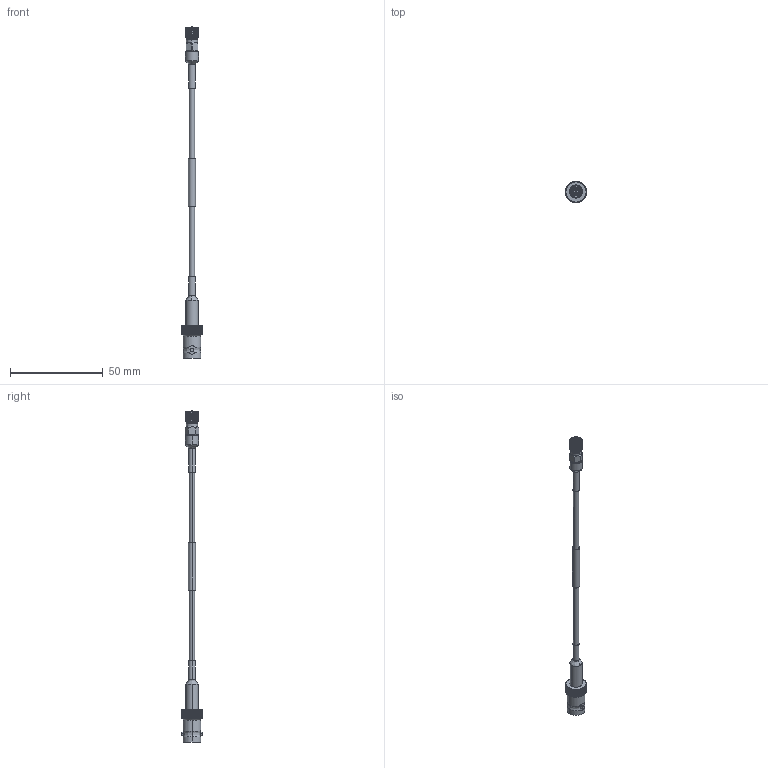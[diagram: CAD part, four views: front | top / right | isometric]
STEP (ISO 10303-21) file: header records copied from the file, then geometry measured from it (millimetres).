
FILE_DESCRIPTION (( 'STEP AP214' ), '1' );
FILE_NAME ('FMC00518.step', '2021-04-29T22:08:41', ( '' ), ( '' ), 'SwSTEP 2.0', 'SolidWorks 2020', '' );
FILE_SCHEMA (( 'AUTOMOTIVE_DESIGN' ));
Length unit declared in the file: inch
Products named in the file (5): LMR-100A-PVC^FMC00518_LMR-100A; FMCN1352^FMC00518_Heat Shrink; SC5560^FMC00518_Heat Shrink; FMC00518; Center label^FMC00518
Assembly tree (4 placements, depth 2):
  FMC00518
    LMR-100A-PVC^FMC00518_LMR-100A
    Center label^FMC00518
    SC5560^FMC00518_Heat Shrink
    FMCN1352^FMC00518_Heat Shrink
Bounding box: 11.43 x 11.43 x 178.86 mm (x, y, z)
Volume: 3289.5 mm3; surface area: 3772.1 mm2
Topology: 5 solids, 5 shells, 1668 faces, 3711 edges, 2065 vertices
Faces by surface type: bspline 962, cylinder 394, plane 204, cone 106, torus 2
Entity records: 58382 total; most frequent: CARTESIAN_POINT 32440, ORIENTED_EDGE 7422, EDGE_CURVE 3711, DIRECTION 2768, VERTEX_POINT 2065, EDGE_LOOP 1682, FACE_OUTER_BOUND 1668, ADVANCED_FACE 1668
